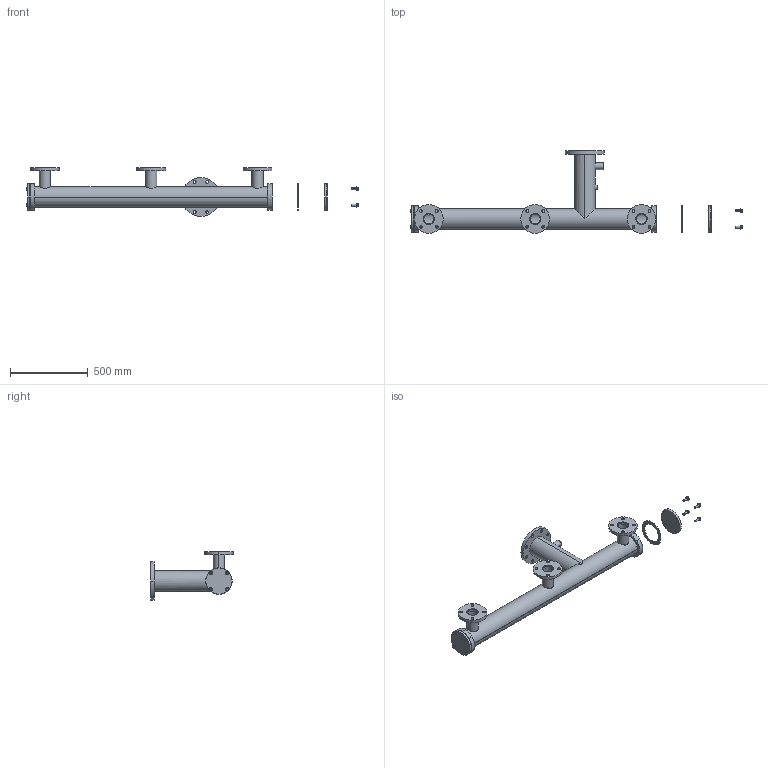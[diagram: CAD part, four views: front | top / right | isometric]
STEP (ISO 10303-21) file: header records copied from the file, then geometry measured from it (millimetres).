
FILE_DESCRIPTION (( 'STEP AP203' ), '1' );
FILE_NAME ('3996-60_REV_.step', '2026-02-21T22:22:15', ( '' ), ( '' ), 'SwSTEP 2.0', 'SolidWorks 2025', '' );
FILE_SCHEMA (( 'CONFIG_CONTROL_DESIGN' ));
Length unit declared in the file: millimetre
Products named in the file (13): M12-FW_M12 ZP FLAT WASHER; 125NBx133OD-PN16-SO-MS; 3996-60_REV_; 3996-60-10; 3996-60-30; 3996-60-25_MACHINED; 65NBx4-PN16-SO-MS_65NB BORE; OEM-15-150-MS-S_4452K344; 3996-60-10 Part; 3996-60-20_MACHINED; M12 ZP Gr 8.8_M12x1.75 x 35 G8; 3996-60-10 Assy_NO 3_4 SOCKET & ENDS; OEM-32-TN-MS
Assembly tree (31 placements, depth 4):
  3996-60_REV_
    3996-60-10
      3996-60-10 Assy_NO 3_4 SOCKET & ENDS
        3996-60-10 Part
        65NBx4-PN16-SO-MS_65NB BORE  x3
        125NBx133OD-PN16-SO-MS
        OEM-15-150-MS-S_4452K344
      OEM-32-TN-MS
      3996-60-25_MACHINED  x2
    3996-60-30  x2
    3996-60-20_MACHINED  x2
    M12-FW_M12 ZP FLAT WASHER  x8
    M12 ZP Gr 8.8_M12x1.75 x 35 G8  x8
Bounding box: 2139.01 x 532.5 x 315 mm (x, y, z)
Volume: 6695423.7 mm3; surface area: 2282956.3 mm2
Topology: 33 solids, 33 shells, 531 faces, 1182 edges, 722 vertices
Faces by surface type: cylinder 232, cone 174, plane 125
Entity records: 10131 total; most frequent: CARTESIAN_POINT 3529, DIRECTION 1062, ORIENTED_EDGE 900, AXIS2_PLACEMENT_3D 453, EDGE_CURVE 450, VERTEX_POINT 286, EDGE_LOOP 272, CIRCLE 222
